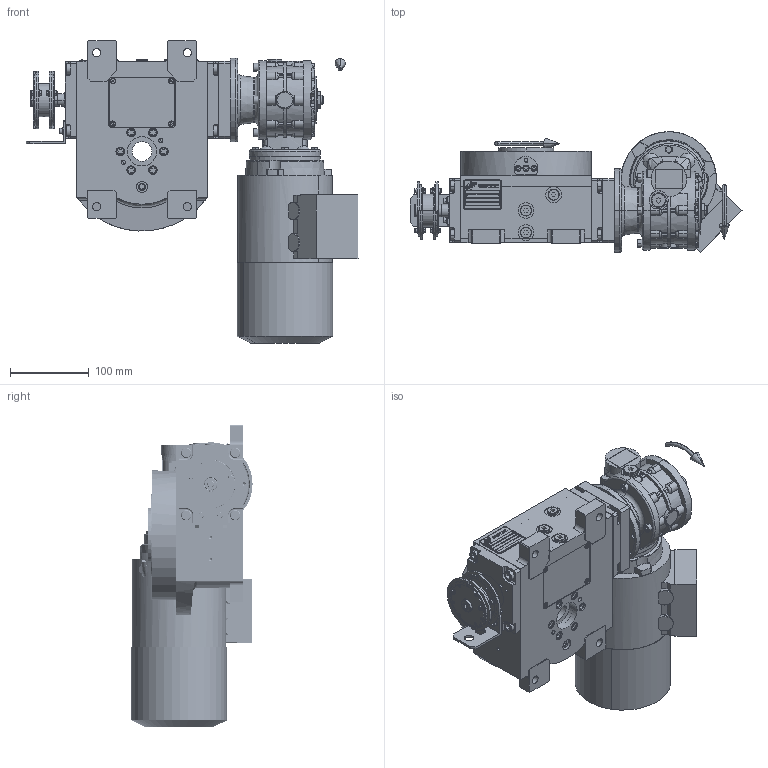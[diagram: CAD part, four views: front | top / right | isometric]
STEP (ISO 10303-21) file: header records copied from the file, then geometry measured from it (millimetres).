
FILE_DESCRIPTION (( 'STEP AP203' ), '1' );
FILE_NAME ('PC5201841.step', '2026-02-13T13:49:17', ( '' ), ( '' ), 'SwSTEP 2.0', 'SolidWorks 2020', '' );
FILE_SCHEMA (( 'CONFIG_CONTROL_DESIGN' ));
Length unit declared in the file: millimetre
Products named in the file (92): rig04_002_bl_004; AS_rig04_014_s_001; cfn2000_01_151; 900_38_10_028; cfn2155_01_055; 900_00_00_005; cfn2003_01_063; 900_38_30_003; cfn2077_01_018; cfn2128_04_011; RIG04_005_ASM.stp; cfn2000_01_147; rig04_001_a_001; AS_rig04_015; cfn2128_05_006; cfn2000_01_184; cfn2107_01_001; cfn2070_05_001; CFN2356_03_051.stp; AS_rig04_004; olio_agip_blasia_150; CFN2010_01_006.stp; cfn2000_01_129; cfn2115_02_194; cfn2155_01_186; CFN2000_01_185.stp; AS_rig04_004_s_002; CFN2010_02_002.stp; rig04_007_master; RMI40_F1_LCB_DX_63B14; rig04_071_8_m.stp; CFN2203_02_001.stp; rig04_004_s_001; CFN2223_01-390X6-B.stp; cfn2055_01_002; cfn2151_01_092; cfn2476_01_001_48x38; rig04_015; rig04_003_8; cfn2151_01_162 ...
Assembly tree (86 placements, depth 5):
  cfn2077_01_018
  CFN2356_03_051.stp
  olio_agip_blasia_150
  CFN2010_01_006.stp
  rig04_007_master
Bounding box: 420.63 x 153.49 x 382.99 mm (x, y, z)
Volume: 4804427 mm3; surface area: 756992.9 mm2
Topology: 87 solids, 87 shells, 4000 faces, 9951 edges, 6365 vertices
Faces by surface type: plane 1859, cylinder 1345, cone 621, torus 151, bspline 18, sphere 6
Entity records: 135398 total; most frequent: CARTESIAN_POINT 32154, DIRECTION 19983, ORIENTED_EDGE 19160, EDGE_CURVE 9580, AXIS2_PLACEMENT_3D 7338, VERTEX_POINT 6184, LINE 5307, VECTOR 5307
